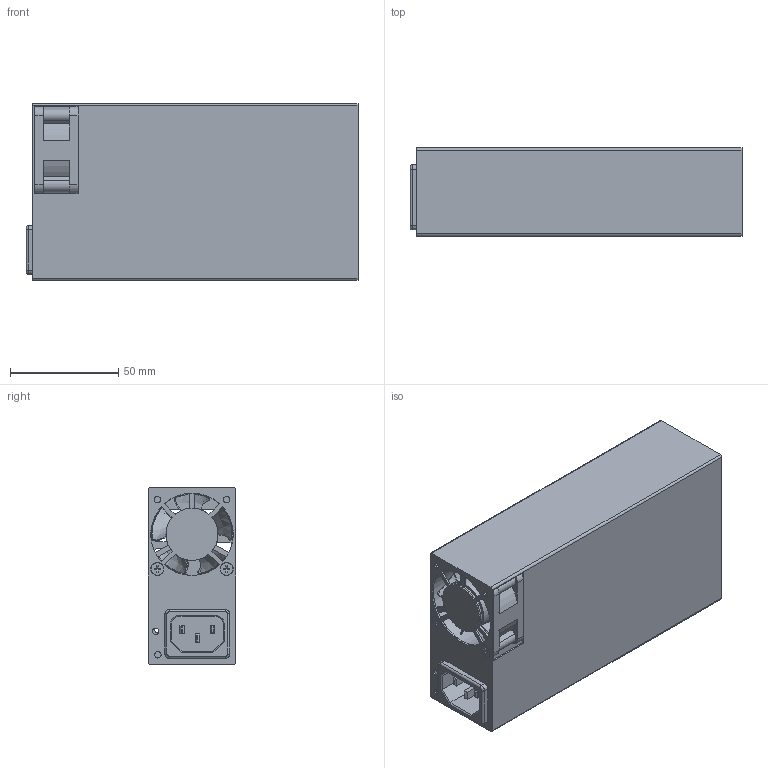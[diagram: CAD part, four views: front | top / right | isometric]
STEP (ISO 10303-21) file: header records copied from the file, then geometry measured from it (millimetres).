
FILE_DESCRIPTION(/* description */ (''),/* implementation_level */ '2;1');
FILE_NAME(/* name */ 'Flex ATX.stp',/* time_stamp */ '2019-04-10T16:18:22+03:00',/* author */ ('moroz'),/* organization */ (''),/* preprocessor_version */ 'ST-DEVELOPER v16.5',/* originating_system */ 'Autodesk Inventor 2017',/* authorisation */ '');
FILE_SCHEMA (('AUTOMOTIVE_DESIGN { 1 0 10303 214 3 1 1 }'));
Length unit declared in the file: millimetre
Products named in the file (1): Flex ATX
Bounding box: 153.2 x 40.5 x 81.5 mm (x, y, z)
Volume: 49608.1 mm3; surface area: 93379.6 mm2
Topology: 9 solids, 9 shells, 450 faces, 1249 edges, 822 vertices
Faces by surface type: plane 242, cylinder 174, bspline 19, cone 10, torus 5
Full cylindrical faces by diameter (mm): 3 x6, 3.2 x4, 5.8 x2, 6 x4, 38 x1
Entity records: 15470 total; most frequent: CARTESIAN_POINT 3629, ORIENTED_EDGE 2438, DIRECTION 2385, EDGE_CURVE 1219, VERTEX_POINT 817, AXIS2_PLACEMENT_3D 814, LINE 757, VECTOR 757
